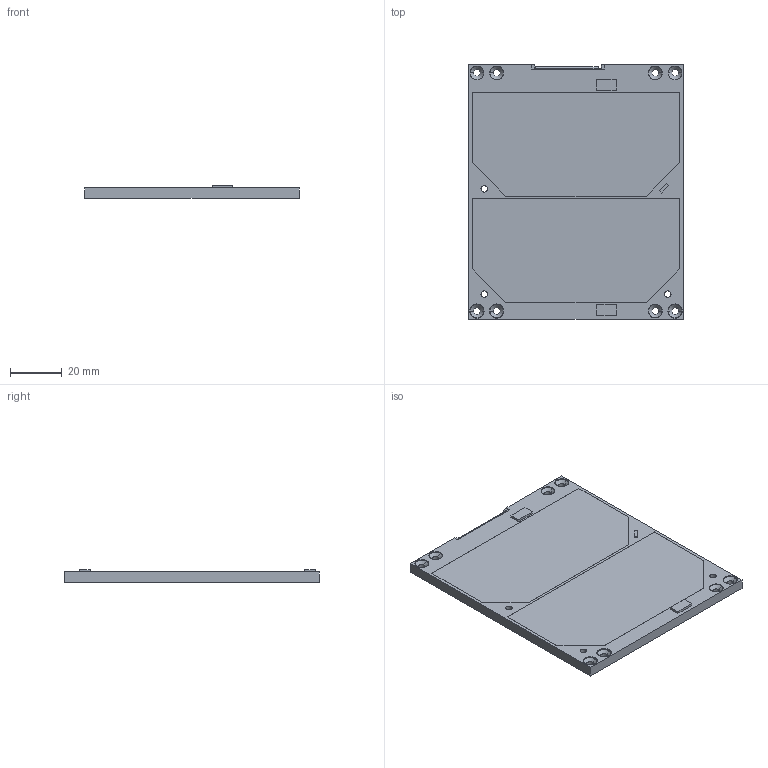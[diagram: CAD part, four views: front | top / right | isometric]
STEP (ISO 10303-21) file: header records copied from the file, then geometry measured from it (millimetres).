
FILE_DESCRIPTION((''),'2;1');
FILE_NAME('ISIS_1U_SIDE_SW','2019-03-20T',('sbro'),(''),'PRO/ENGINEER BY PARAMETRIC TECHNOLOGY CORPORATION, 2015110','PRO/ENGINEER BY PARAMETRIC TECHNOLOGY CORPORATION, 2015110','');
FILE_SCHEMA(('AUTOMOTIVE_DESIGN { 1 0 10303 214 1 1 1 1 }'));
Length unit declared in the file: millimetre
Products named in the file (1): ISIS_1U_SIDE_SW
Bounding box: 82.6 x 98 x 4.95 mm (x, y, z)
Volume: 13768 mm3; surface area: 19215.8 mm2
Topology: 1 solids, 1 shells, 193 faces, 501 edges, 326 vertices
Faces by surface type: plane 108, cylinder 65, cone 20
Entity records: 8249 total; most frequent: DIRECTION 1064, CARTESIAN_POINT 1050, ORIENTED_EDGE 1002, PRESENTATION_STYLE_ASSIGNMENT 550, STYLED_ITEM 509, CURVE_STYLE 508, EDGE_CURVE 501, AXIS2_PLACEMENT_3D 356
